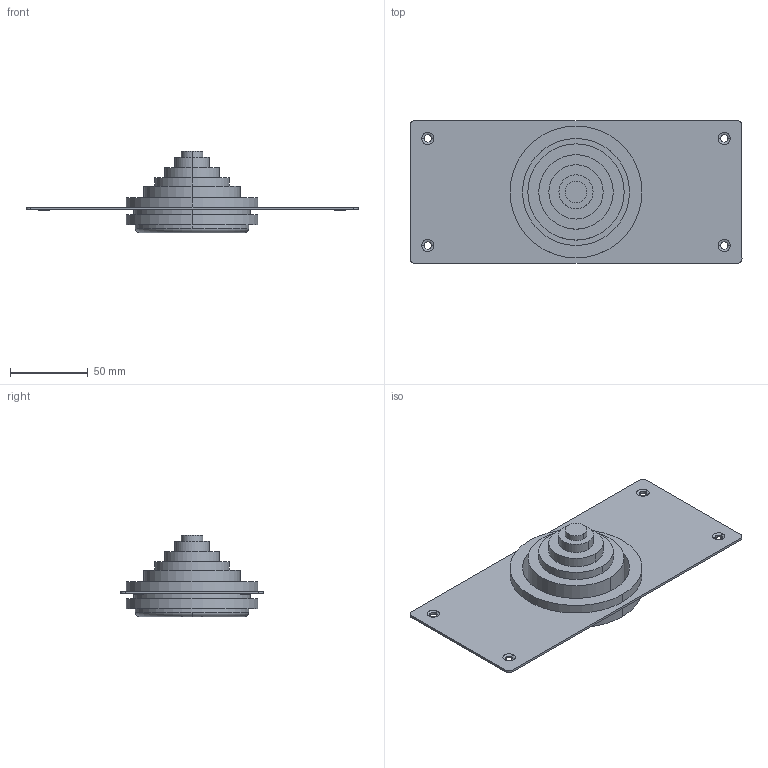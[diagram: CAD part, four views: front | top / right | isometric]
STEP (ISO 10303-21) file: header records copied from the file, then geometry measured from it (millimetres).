
FILE_DESCRIPTION(('STEP AP214'),'1');
FILE_NAME('cctmp_527FD498-1359-4918-955C-272E07F40C1C_2023_07_22_15_50_54_0523..stp','2023-07-22T13:50:54',('SIEMENS A&D'),('CADClick - www.CADClick.com'),'Spatial InterOp 3D postprocessed',' ','unknown authorization');
FILE_SCHEMA(('AUTOMOTIVE_DESIGN'));
Length unit declared in the file: millimetre
Products named in the file (3): cc_unnamed; 2023_07_22_15_50_54_0517; 2023_07_22_15_50_54_0513
Assembly tree (2 placements, depth 2):
  cc_unnamed
    2023_07_22_15_50_54_0517
    2023_07_22_15_50_54_0513
Bounding box: 214 x 92 x 52.5 mm (x, y, z)
Volume: 72592.2 mm3; surface area: 68527.5 mm2
Topology: 2 solids, 2 shells, 82 faces, 186 edges, 122 vertices
Faces by surface type: cylinder 46, plane 22, torus 12, cone 2
Entity records: 2714 total; most frequent: DIRECTION 482, CARTESIAN_POINT 393, ORIENTED_EDGE 372, AXIS2_PLACEMENT_3D 211, EDGE_CURVE 186, CIRCLE 126, VERTEX_POINT 122, EDGE_LOOP 106
